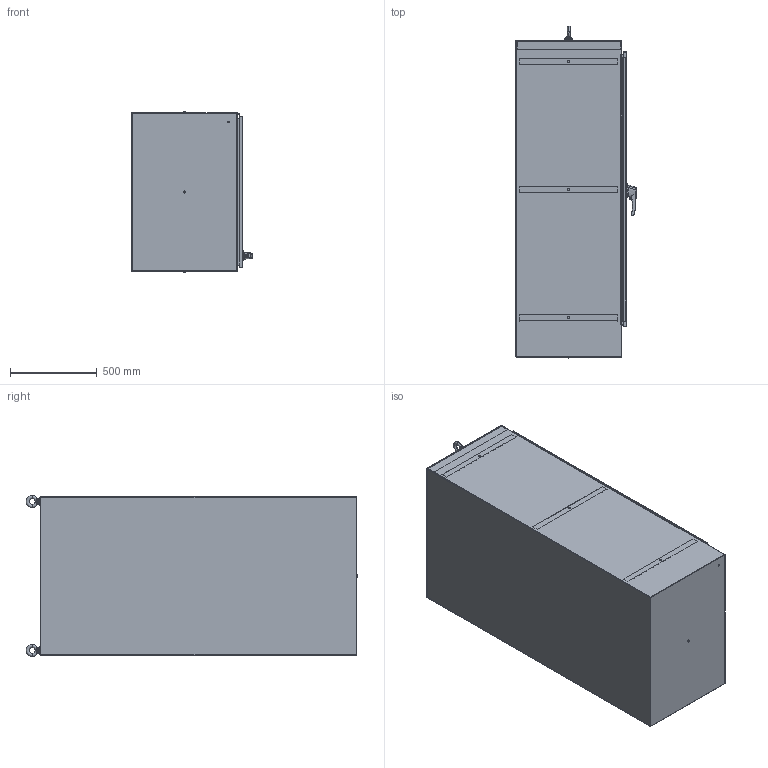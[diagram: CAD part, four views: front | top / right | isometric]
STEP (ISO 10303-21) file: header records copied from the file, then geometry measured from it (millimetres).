
FILE_DESCRIPTION (( 'STEP AP214' ), '1' );
FILE_NAME ('HN4FS723624SS.STEP', '2019-09-03T19:20:54', ( '' ), ( '' ), 'SwSTEP 2.0', 'SolidWorks 2018', '' );
FILE_SCHEMA (( 'AUTOMOTIVE_DESIGN' ));
Length unit declared in the file: inch
Products named in the file (1): HN4FS723624SS
Bounding box: 694.99 x 1917.43 x 929.74 mm (x, y, z)
Volume: 19346443.4 mm3; surface area: 16004210 mm2
Topology: 53 solids, 54 shells, 1874 faces, 5002 edges, 3242 vertices
Faces by surface type: plane 869, cylinder 840, cone 78, bspline 71, torus 16
Entity records: 95196 total; most frequent: CARTESIAN_POINT 23786, ORIENTED_EDGE 9972, DIRECTION 9861, EDGE_CURVE 4986, AXIS2_PLACEMENT_3D 3516, VERTEX_POINT 3242, LINE 2829, VECTOR 2829
